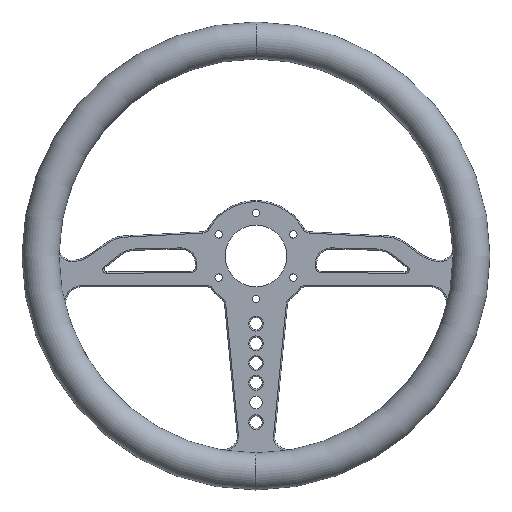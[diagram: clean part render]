
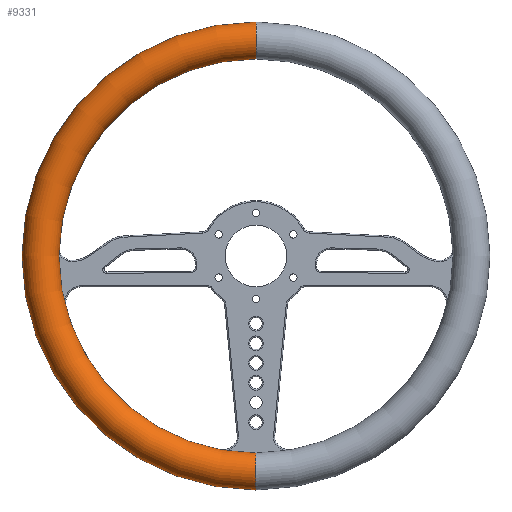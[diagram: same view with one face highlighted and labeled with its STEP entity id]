
A CAD part, top view. The second image highlights one B-rep face of the part: STEP entity #9331.
In plain terms, the highlighted toroidal (fillet/blend) face has major radius 175 mm and minor radius 15 mm.
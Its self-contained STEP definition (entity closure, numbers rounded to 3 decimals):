
#209 = CARTESIAN_POINT ( 'NONE',  ( 0., 0., 160. ) ) ;
#600 = AXIS2_PLACEMENT_3D ( 'NONE', #8697, #1652, #2425 ) ;
#603 = EDGE_CURVE ( 'NONE', #2463, #1078, #2733, .T. ) ;
#753 = EDGE_CURVE ( 'NONE', #7266, #1078, #1085, .T. ) ;
#816 = DIRECTION ( 'NONE',  ( -1., 0., 0. ) ) ;
#1078 = VERTEX_POINT ( 'NONE', #6442 ) ;
#1085 = CIRCLE ( 'NONE', #7947, 15. ) ;
#1494 = ORIENTED_EDGE ( 'NONE', *, *, #1926, .T. ) ;
#1652 = DIRECTION ( 'NONE',  ( 1., 0., 0. ) ) ;
#1798 = DIRECTION ( 'NONE',  ( 0., 1., 0. ) ) ;
#1893 = ORIENTED_EDGE ( 'NONE', *, *, #603, .T. ) ;
#1926 = EDGE_CURVE ( 'NONE', #2076, #2463, #3056, .T. ) ;
#2076 = VERTEX_POINT ( 'NONE', #5948 ) ;
#2425 = DIRECTION ( 'NONE',  ( 0., 0., -1. ) ) ;
#2463 = VERTEX_POINT ( 'NONE', #4181 ) ;
#2575 = AXIS2_PLACEMENT_3D ( 'NONE', #8719, #4121, #7254 ) ;
#2629 = DIRECTION ( 'NONE',  ( 0., 0., 1. ) ) ;
#2733 = CIRCLE ( 'NONE', #2575, 190. ) ;
#3056 = CIRCLE ( 'NONE', #600, 15. ) ;
#3196 = AXIS2_PLACEMENT_3D ( 'NONE', #6520, #9622, #2629 ) ;
#3500 = FACE_OUTER_BOUND ( 'NONE', #8966, .T. ) ;
#4121 = DIRECTION ( 'NONE',  ( 0., -1., 0. ) ) ;
#4159 = TOROIDAL_SURFACE ( 'NONE', #3196, 175., 15. ) ;
#4181 = CARTESIAN_POINT ( 'NONE',  ( 0., 0., -190. ) ) ;
#4604 = AXIS2_PLACEMENT_3D ( 'NONE', #8795, #1798, #816 ) ;
#5581 = CIRCLE ( 'NONE', #4604, 160. ) ;
#5948 = CARTESIAN_POINT ( 'NONE',  ( 0., 0., -160. ) ) ;
#6442 = CARTESIAN_POINT ( 'NONE',  ( 0., 0., 190. ) ) ;
#6520 = CARTESIAN_POINT ( 'NONE',  ( 0., 0., 0. ) ) ;
#6913 = DIRECTION ( 'NONE',  ( -1., 0., 0. ) ) ;
#7122 = DIRECTION ( 'NONE',  ( 0., 0., 1. ) ) ;
#7254 = DIRECTION ( 'NONE',  ( 1., 0., 0. ) ) ;
#7266 = VERTEX_POINT ( 'NONE', #209 ) ;
#7286 = EDGE_CURVE ( 'NONE', #7266, #2076, #5581, .T. ) ;
#7947 = AXIS2_PLACEMENT_3D ( 'NONE', #9302, #6913, #7122 ) ;
#8697 = CARTESIAN_POINT ( 'NONE',  ( 0., 0., -175. ) ) ;
#8719 = CARTESIAN_POINT ( 'NONE',  ( 0., 0., 0. ) ) ;
#8795 = CARTESIAN_POINT ( 'NONE',  ( 0., 0., 0. ) ) ;
#8851 = ORIENTED_EDGE ( 'NONE', *, *, #7286, .T. ) ;
#8966 = EDGE_LOOP ( 'NONE', ( #8851, #1494, #1893, #9512 ) ) ;
#9302 = CARTESIAN_POINT ( 'NONE',  ( 0., 0., 175. ) ) ;
#9331 = ADVANCED_FACE ( 'NONE', ( #3500 ), #4159, .T. ) ;
#9512 = ORIENTED_EDGE ( 'NONE', *, *, #753, .F. ) ;
#9622 = DIRECTION ( 'NONE',  ( 0., 1., 0. ) ) ;
